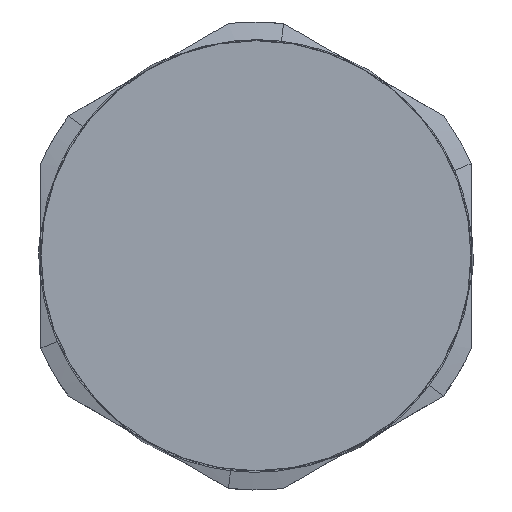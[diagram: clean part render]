
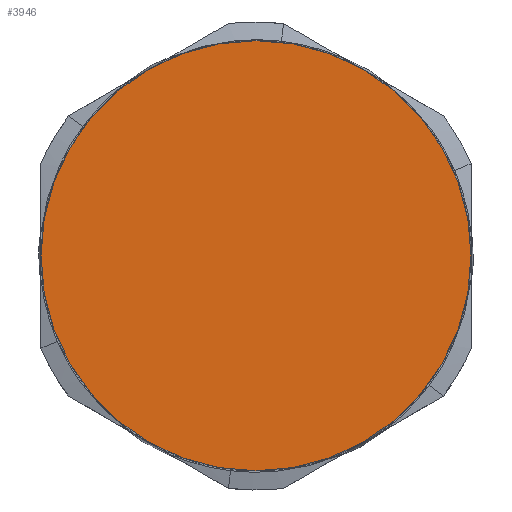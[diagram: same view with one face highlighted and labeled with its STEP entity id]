
A CAD part, top view. The second image highlights one B-rep face of the part: STEP entity #3946.
In plain terms, the highlighted planar face has unit normal (0, 0, 1).
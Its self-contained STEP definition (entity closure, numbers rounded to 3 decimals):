
#1320=AXIS2_PLACEMENT_3D('Circle Axis2P3D',#1318,#1319,$) ;
#1704=AXIS2_PLACEMENT_3D('Circle Axis2P3D',#1702,#1703,$) ;
#3940=AXIS2_PLACEMENT_3D('Plane Axis2P3D',#3937,#3938,#3939) ;
#1249=CARTESIAN_POINT('Vertex',(15.959,5.,13.6)) ;
#1315=CARTESIAN_POINT('Vertex',(1.236,13.5,13.6)) ;
#1318=CARTESIAN_POINT('Axis2P3D Location',(8.598,9.25,13.6)) ;
#1702=CARTESIAN_POINT('Axis2P3D Location',(8.598,9.25,13.6)) ;
#3937=CARTESIAN_POINT('Axis2P3D Location',(4.348,9.255,13.6)) ;
#1319=DIRECTION('Axis2P3D Direction',(-0.,0.,1.)) ;
#1703=DIRECTION('Axis2P3D Direction',(-0.,0.,1.)) ;
#3938=DIRECTION('Axis2P3D Direction',(0.,-0.,1.)) ;
#3939=DIRECTION('Axis2P3D XDirection',(0.001,1.,0.)) ;
#3943=ORIENTED_EDGE('',*,*,#1322,.T.) ;
#3944=ORIENTED_EDGE('',*,*,#1706,.T.) ;
#3946=ADVANCED_FACE('Solid1',(#3945),#3941,.T.) ;
#1321=CIRCLE('generated circle',#1320,8.5) ;
#1705=CIRCLE('generated circle',#1704,8.5) ;
#1322=EDGE_CURVE('',#1250,#1316,#1321,.T.) ;
#1706=EDGE_CURVE('',#1316,#1250,#1705,.T.) ;
#3942=EDGE_LOOP('',(#3943,#3944)) ;
#3945=FACE_OUTER_BOUND('',#3942,.T.) ;
#3941=PLANE('',#3940) ;
#1250=VERTEX_POINT('',#1249) ;
#1316=VERTEX_POINT('',#1315) ;
